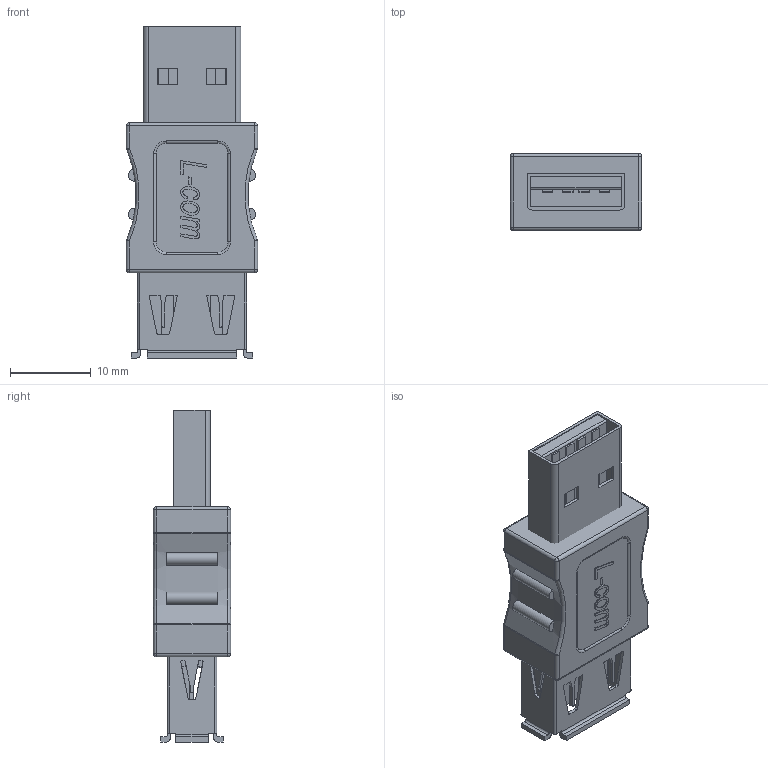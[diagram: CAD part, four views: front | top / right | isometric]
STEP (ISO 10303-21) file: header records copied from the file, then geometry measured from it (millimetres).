
FILE_DESCRIPTION (( 'STEP AP214' ), '1' );
FILE_NAME ('UAD026MF.STEP', '2008-12-09T16:56:25', ( ' ' ), ( ' ' ), 'SwSTEP 2.0', 'SolidWorks 2008', '' );
FILE_SCHEMA (( 'AUTOMOTIVE_DESIGN' ));
Length unit declared in the file: inch
Products named in the file (4): UAD026MF; 1AA05-020; 1AA05-012
Assembly tree (3 placements, depth 2):
  UAD026MF
    1AA05-020
    1AA05-012
    UAD026MF
Bounding box: 16.21 x 9.53 x 41 mm (x, y, z)
Volume: 4109.6 mm3; surface area: 3825.4 mm2
Topology: 7 solids, 7 shells, 591 faces, 1608 edges, 1044 vertices
Faces by surface type: plane 382, cylinder 152, bspline 29, sphere 16, torus 12
Entity records: 25189 total; most frequent: CARTESIAN_POINT 5042, ORIENTED_EDGE 3184, DIRECTION 3026, EDGE_CURVE 1592, VECTOR 1162, LINE 1162, VERTEX_POINT 1044, AXIS2_PLACEMENT_3D 932
